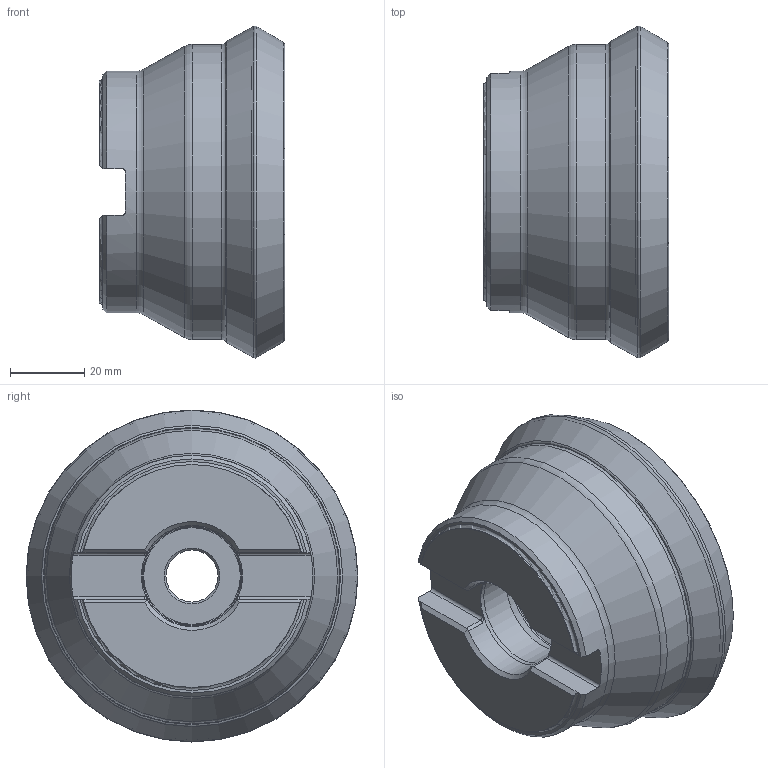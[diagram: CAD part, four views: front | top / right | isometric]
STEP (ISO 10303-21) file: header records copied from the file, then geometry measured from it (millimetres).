
FILE_DESCRIPTION(/* description */ (''),/* implementation_level */ '2;1');
FILE_NAME(/* name */ '202814114ndi000_00.stp',/* time_stamp */ '2020-01-24T08:29:34+01:00',/* author */ (''),/* organization */ (''),/* preprocessor_version */ 'ST-DEVELOPER v16.7',/* originating_system */ 'SIEMENS PLM Software NX 12.0',/* authorisation */ '');
FILE_SCHEMA (('AUTOMOTIVE_DESIGN { 1 0 10303 214 3 1 1 1 }'));
Length unit declared in the file: millimetre
Products named in the file (1): mp543214AFFBlnv1
Bounding box: 50 x 89.34 x 89.34 mm (x, y, z)
Volume: 234037.8 mm3; surface area: 36236.6 mm2
Topology: 2 solids, 2 shells, 81 faces, 196 edges, 119 vertices
Faces by surface type: cylinder 21, plane 18, torus 17, cone 13, revolution 12
Full cylindrical faces by diameter (mm): 14 x1, 27.006 x1, 27.2 x1, 65 x1, 79.427 x1
Entity records: 2530 total; most frequent: CARTESIAN_POINT 734, DIRECTION 348, ORIENTED_EDGE 296, AXIS2_PLACEMENT_3D 150, EDGE_CURVE 148, EDGE_LOOP 122, VERTEX_POINT 108, FACE_BOUND 82
